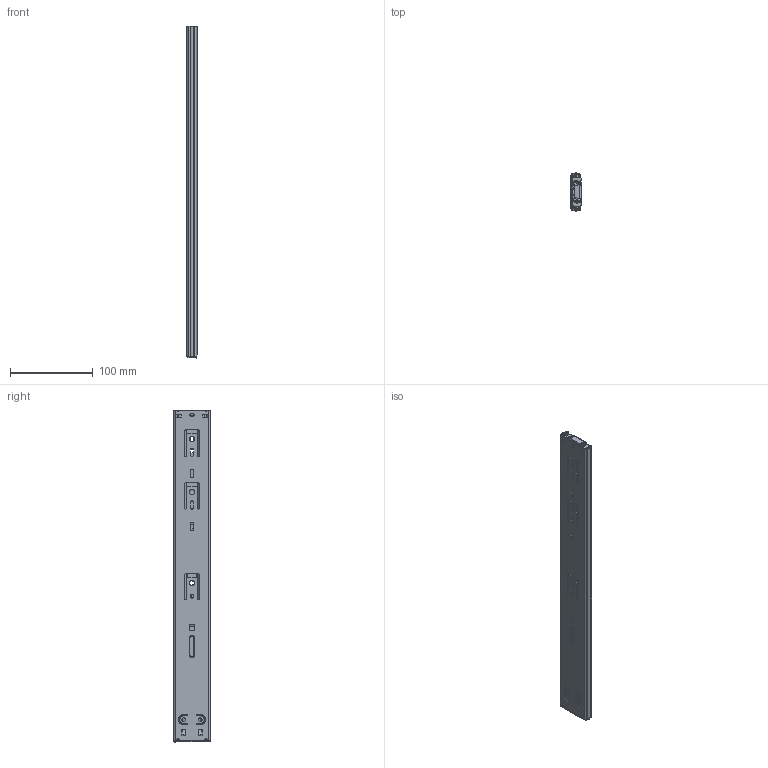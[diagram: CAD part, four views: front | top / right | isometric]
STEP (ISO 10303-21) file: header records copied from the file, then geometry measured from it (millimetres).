
FILE_DESCRIPTION (( 'STEP AP214' ), '1' );
FILE_NAME ('45#Ë«»º³å16´çclose.STEP', '2024-10-10T08:37:48', ( '' ), ( '' ), 'SwSTEP 2.0', 'SolidWorks 2016', '' );
FILE_SCHEMA (( 'AUTOMOTIVE_DESIGN' ));
Length unit declared in the file: millimetre
Products named in the file (13): 45#邧遣喳16渡close; 導邧1; 45中轨胶塞; 45#邧遣喳俋寢16渡; 導邧2; 詩紩4.72; 45#邧遣喳囀寢16渡; 45紩殤16渡; 紩沭113.5; 45#邧遣喳笢寢16渡; 導邧粟; 邧遣蝶諶; 45癹弇坶
Assembly tree (48 placements, depth 3):
  45#邧遣喳16渡close
    45#邧遣喳俋寢16渡
    45#邧遣喳笢寢16渡
    45#邧遣喳囀寢16渡
    45紩殤16渡
    詩紩4.72  x36
    紩沭113.5  x2
    導邧粟
      導邧1
      導邧2
    45中轨胶塞
    邧遣蝶諶
    45癹弇坶
Bounding box: 13.23 x 45.47 x 402.01 mm (x, y, z)
Volume: 90799.9 mm3; surface area: 153795.7 mm2
Topology: 51 solids, 51 shells, 2750 faces, 7759 edges, 4845 vertices
Faces by surface type: plane 1190, cylinder 890, sphere 224, bspline 221, torus 190, cone 35
Entity records: 85125 total; most frequent: CARTESIAN_POINT 22518, ORIENTED_EDGE 13626, DIRECTION 12345, EDGE_CURVE 6813, VERTEX_POINT 4325, AXIS2_PLACEMENT_3D 4290, LINE 3765, VECTOR 3765
